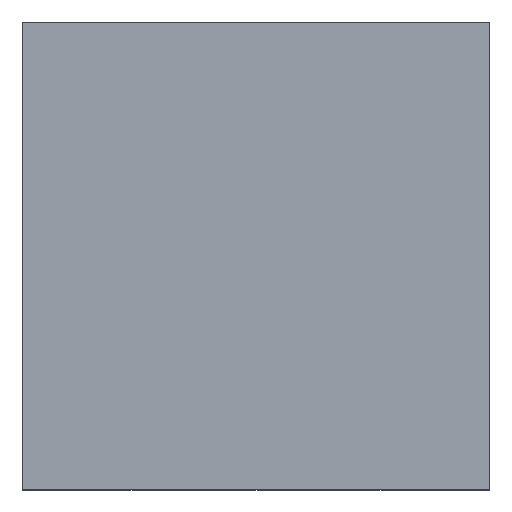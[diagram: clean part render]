
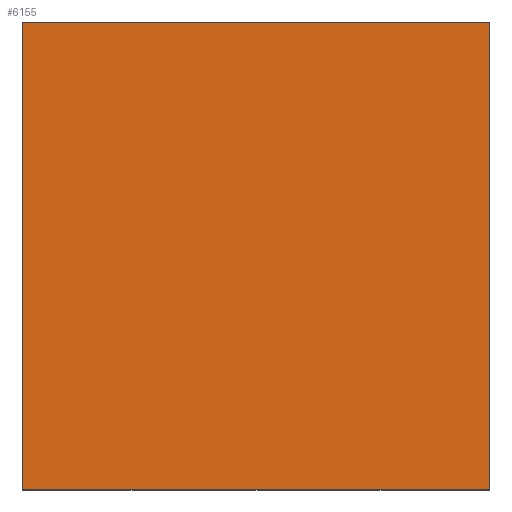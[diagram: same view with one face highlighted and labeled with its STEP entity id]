
A CAD part, top view. The second image highlights one B-rep face of the part: STEP entity #6155.
In plain terms, the highlighted planar face has unit normal (0, 0, 1).
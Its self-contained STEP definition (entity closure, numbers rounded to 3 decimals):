
#1946=ORIENTED_EDGE('',*,*,#2806,.T.);
#1947=ORIENTED_EDGE('',*,*,#2814,.T.);
#1948=ORIENTED_EDGE('',*,*,#2818,.T.);
#1949=ORIENTED_EDGE('',*,*,#2825,.T.);
#2806=EDGE_CURVE('',#3404,#3403,#4154,.T.);
#2814=EDGE_CURVE('',#3403,#3407,#4162,.T.);
#2818=EDGE_CURVE('',#3407,#3409,#4166,.T.);
#2825=EDGE_CURVE('',#3409,#3404,#4173,.T.);
#3403=VERTEX_POINT('',#10071);
#3404=VERTEX_POINT('',#10073);
#3407=VERTEX_POINT('',#10084);
#3409=VERTEX_POINT('',#10091);
#4154=LINE('',#10072,#4918);
#4162=LINE('',#10085,#4926);
#4166=LINE('',#10092,#4930);
#4173=LINE('',#10101,#4937);
#4918=VECTOR('',#8294,1000.);
#4926=VECTOR('',#8304,1000.);
#4930=VECTOR('',#8310,1000.);
#4937=VECTOR('',#8321,1000.);
#5259=EDGE_LOOP('',(#1946,#1947,#1948,#1949));
#5581=FACE_BOUND('',#5259,.T.);
#5840=PLANE('',#6700);
#6155=ADVANCED_FACE('',(#5581),#5840,.T.);
#6700=AXIS2_PLACEMENT_3D('',#10102,#8322,#8323);
#8294=DIRECTION('',(0.,-1.,0.));
#8304=DIRECTION('',(1.,0.,0.));
#8310=DIRECTION('',(0.,1.,0.));
#8321=DIRECTION('',(-1.,0.,0.));
#8322=DIRECTION('',(0.,0.,1.));
#8323=DIRECTION('',(1.,0.,0.));
#10071=CARTESIAN_POINT('',(-1.,-1.,0.448));
#10072=CARTESIAN_POINT('',(-1.,1.,0.448));
#10073=CARTESIAN_POINT('',(-1.,1.,0.448));
#10084=CARTESIAN_POINT('',(1.,-1.,0.448));
#10085=CARTESIAN_POINT('',(-1.,-1.,0.448));
#10091=CARTESIAN_POINT('',(1.,1.,0.448));
#10092=CARTESIAN_POINT('',(1.,-1.,0.448));
#10101=CARTESIAN_POINT('',(1.,1.,0.448));
#10102=CARTESIAN_POINT('',(0.,0.,0.448));
